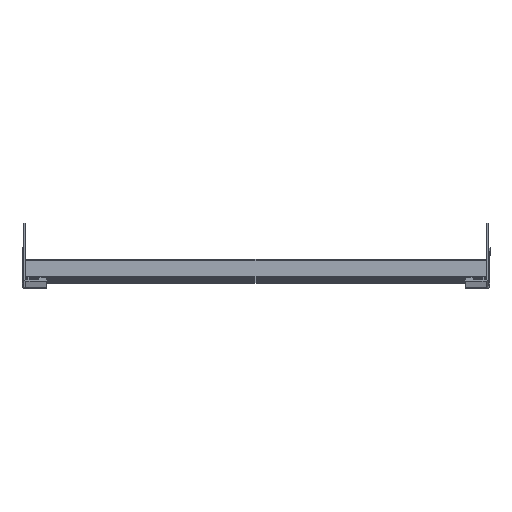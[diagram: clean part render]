
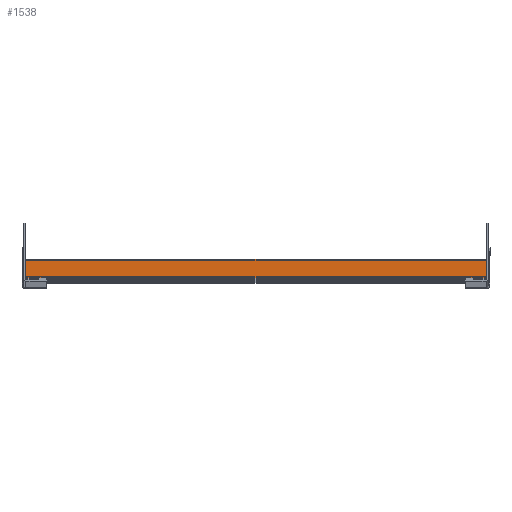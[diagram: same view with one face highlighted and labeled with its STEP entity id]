
A CAD part, top view. The second image highlights one B-rep face of the part: STEP entity #1538.
In plain terms, the highlighted planar face has unit normal (0, 0, 1).
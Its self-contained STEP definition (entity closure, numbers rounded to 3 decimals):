
#106 = AXIS2_PLACEMENT_3D ( 'NONE', #1913, #1900, #1899 ) ;
#879 = CARTESIAN_POINT ( 'NONE',  ( -378.3, -18.709, 1377.21 ) ) ;
#884 = CARTESIAN_POINT ( 'NONE',  ( -10.5, -18.709, 1377.21 ) ) ;
#891 = CARTESIAN_POINT ( 'NONE',  ( -396.3, -2.709, 1377.21 ) ) ;
#894 = CARTESIAN_POINT ( 'NONE',  ( 0.7, -2.709, 1377.21 ) ) ;
#1249 = CARTESIAN_POINT ( 'NONE',  ( -17.3, -18.709, 1377.21 ) ) ;
#1538 = ADVANCED_FACE ( 'NONE', ( #2804 ), #1902, .T. ) ;
#1899 = DIRECTION ( 'NONE',  ( 0., -1., 0. ) ) ;
#1900 = DIRECTION ( 'NONE',  ( 0., 0., 1. ) ) ;
#1902 = PLANE ( 'NONE',  #106 ) ;
#1913 = CARTESIAN_POINT ( 'NONE',  ( 0.7, -18.709, 1377.21 ) ) ;
#2108 = VERTEX_POINT ( 'NONE', #6637 ) ;
#2109 = VERTEX_POINT ( 'NONE', #6638 ) ;
#2570 = EDGE_LOOP ( 'NONE', ( #5602, #5603, #5604, #5605, #5606, #5607, #5608, #5609 ) ) ;
#2804 = FACE_OUTER_BOUND ( 'NONE', #2570, .T. ) ;
#3416 = EDGE_CURVE ( 'NONE', #2108, #5812, #8490, .T. ) ;
#3417 = EDGE_CURVE ( 'NONE', #6762, #5801, #8482, .T. ) ;
#3418 = EDGE_CURVE ( 'NONE', #10051, #5798, #8494, .T. ) ;
#3419 = EDGE_CURVE ( 'NONE', #2109, #5809, #8496, .T. ) ;
#3421 = EDGE_CURVE ( 'NONE', #5812, #5809, #8492, .T. ) ;
#3440 = EDGE_CURVE ( 'NONE', #2108, #5801, #8538, .T. ) ;
#3444 = EDGE_CURVE ( 'NONE', #6762, #5798, #8534, .T. ) ;
#3446 = EDGE_CURVE ( 'NONE', #10051, #2109, #8550, .T. ) ;
#5602 = ORIENTED_EDGE ( 'NONE', *, *, #3419, .F. ) ;
#5603 = ORIENTED_EDGE ( 'NONE', *, *, #3446, .F. ) ;
#5604 = ORIENTED_EDGE ( 'NONE', *, *, #3418, .T. ) ;
#5605 = ORIENTED_EDGE ( 'NONE', *, *, #3444, .F. ) ;
#5606 = ORIENTED_EDGE ( 'NONE', *, *, #3417, .T. ) ;
#5607 = ORIENTED_EDGE ( 'NONE', *, *, #3440, .F. ) ;
#5608 = ORIENTED_EDGE ( 'NONE', *, *, #3416, .T. ) ;
#5609 = ORIENTED_EDGE ( 'NONE', *, *, #3421, .T. ) ;
#5798 = VERTEX_POINT ( 'NONE', #879 ) ;
#5801 = VERTEX_POINT ( 'NONE', #884 ) ;
#5809 = VERTEX_POINT ( 'NONE', #891 ) ;
#5812 = VERTEX_POINT ( 'NONE', #894 ) ;
#6637 = CARTESIAN_POINT ( 'NONE',  ( 0.7, -18.709, 1377.21 ) ) ;
#6638 = CARTESIAN_POINT ( 'NONE',  ( -396.3, -18.709, 1377.21 ) ) ;
#6762 = VERTEX_POINT ( 'NONE', #1249 ) ;
#7814 = CARTESIAN_POINT ( 'NONE',  ( -385.1, -18.709, 1377.21 ) ) ;
#8482 = LINE ( 'NONE', #9030, #8495 ) ;
#8490 = LINE ( 'NONE', #9047, #8493 ) ;
#8492 = LINE ( 'NONE', #9038, #8503 ) ;
#8493 = VECTOR ( 'NONE', #9049, 1000. ) ;
#8494 = LINE ( 'NONE', #9051, #8497 ) ;
#8495 = VECTOR ( 'NONE', #9050, 1000. ) ;
#8496 = LINE ( 'NONE', #9053, #8499 ) ;
#8497 = VECTOR ( 'NONE', #9052, 1000. ) ;
#8499 = VECTOR ( 'NONE', #9054, 1000. ) ;
#8503 = VECTOR ( 'NONE', #9058, 1000. ) ;
#8534 = LINE ( 'NONE', #9082, #8549 ) ;
#8538 = LINE ( 'NONE', #9095, #8541 ) ;
#8541 = VECTOR ( 'NONE', #9096, 1000. ) ;
#8549 = VECTOR ( 'NONE', #9104, 1000. ) ;
#8550 = LINE ( 'NONE', #9107, #8553 ) ;
#8553 = VECTOR ( 'NONE', #9109, 1000. ) ;
#9030 = CARTESIAN_POINT ( 'NONE',  ( 0.7, -18.709, 1377.21 ) ) ;
#9038 = CARTESIAN_POINT ( 'NONE',  ( 0.7, -2.709, 1377.21 ) ) ;
#9047 = CARTESIAN_POINT ( 'NONE',  ( 0.7, -18.709, 1377.21 ) ) ;
#9049 = DIRECTION ( 'NONE',  ( 0., 1., 0. ) ) ;
#9050 = DIRECTION ( 'NONE',  ( 1., 0., 0. ) ) ;
#9051 = CARTESIAN_POINT ( 'NONE',  ( 0.7, -18.709, 1377.21 ) ) ;
#9052 = DIRECTION ( 'NONE',  ( 1., 0., 0. ) ) ;
#9053 = CARTESIAN_POINT ( 'NONE',  ( -396.3, -18.709, 1377.21 ) ) ;
#9054 = DIRECTION ( 'NONE',  ( 0., 1., 0. ) ) ;
#9058 = DIRECTION ( 'NONE',  ( -1., 0., 0. ) ) ;
#9082 = CARTESIAN_POINT ( 'NONE',  ( 0.7, -18.709, 1377.21 ) ) ;
#9095 = CARTESIAN_POINT ( 'NONE',  ( 0.7, -18.709, 1377.21 ) ) ;
#9096 = DIRECTION ( 'NONE',  ( -1., 0., 0. ) ) ;
#9104 = DIRECTION ( 'NONE',  ( -1., 0., 0. ) ) ;
#9107 = CARTESIAN_POINT ( 'NONE',  ( 0.7, -18.709, 1377.21 ) ) ;
#9109 = DIRECTION ( 'NONE',  ( -1., 0., 0. ) ) ;
#10051 = VERTEX_POINT ( 'NONE', #7814 ) ;
